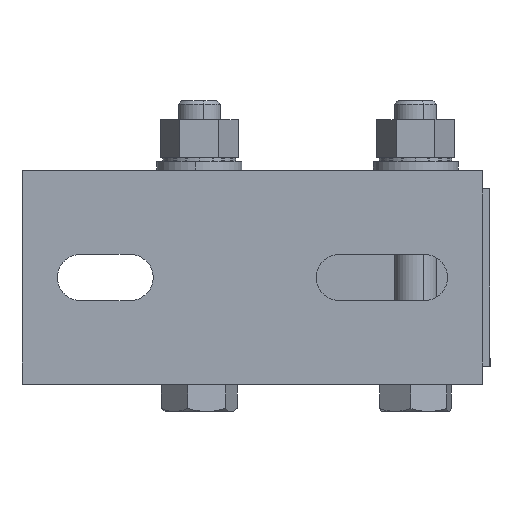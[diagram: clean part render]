
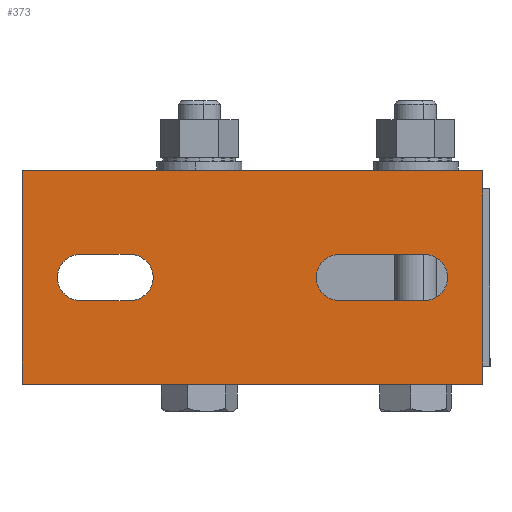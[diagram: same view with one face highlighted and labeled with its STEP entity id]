
A CAD part, left-side view. The second image highlights one B-rep face of the part: STEP entity #373.
In plain terms, the highlighted face is planar.
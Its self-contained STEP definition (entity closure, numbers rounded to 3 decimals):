
#121 = ORIENTED_EDGE ( 'NONE', *, *, #1519, .F. ) ;
#144 = DIRECTION ( 'NONE',  ( -1., 0., 0. ) ) ;
#194 = EDGE_CURVE ( 'NONE', #6801, #605, #1731, .T. ) ;
#198 = CARTESIAN_POINT ( 'NONE',  ( 23.25, 130., -4. ) ) ;
#239 = VECTOR ( 'NONE', #4854, 1000. ) ;
#332 = CARTESIAN_POINT ( 'NONE',  ( 30., 0., -4. ) ) ;
#373 = ADVANCED_FACE ( 'NONE', ( #8256, #6796, #3575 ), #7510, .T. ) ;
#390 = DIRECTION ( 'NONE',  ( 1., 0., 0. ) ) ;
#438 = VERTEX_POINT ( 'NONE', #4149 ) ;
#469 = CARTESIAN_POINT ( 'NONE',  ( 23.25, 130., -4. ) ) ;
#509 = CIRCLE ( 'NONE', #5922, 6.5 ) ;
#547 = ORIENTED_EDGE ( 'NONE', *, *, #5740, .T. ) ;
#605 = VERTEX_POINT ( 'NONE', #1514 ) ;
#715 = CARTESIAN_POINT ( 'NONE',  ( 6.5, 16.5, -4. ) ) ;
#718 = VERTEX_POINT ( 'NONE', #1181 ) ;
#732 = LINE ( 'NONE', #2139, #239 ) ;
#772 = AXIS2_PLACEMENT_3D ( 'NONE', #5876, #5133, #6511 ) ;
#776 = VECTOR ( 'NONE', #6438, 1000. ) ;
#777 = LINE ( 'NONE', #1322, #2368 ) ;
#816 = DIRECTION ( 'NONE',  ( 0., -1., 0. ) ) ;
#948 = EDGE_CURVE ( 'NONE', #1023, #4852, #2428, .T. ) ;
#999 = CARTESIAN_POINT ( 'NONE',  ( -41.713, 130., -4. ) ) ;
#1023 = VERTEX_POINT ( 'NONE', #1076 ) ;
#1076 = CARTESIAN_POINT ( 'NONE',  ( -6.5, 113.5, -4. ) ) ;
#1181 = CARTESIAN_POINT ( 'NONE',  ( -6.5, 30.5, -4. ) ) ;
#1198 = VERTEX_POINT ( 'NONE', #2691 ) ;
#1225 = ORIENTED_EDGE ( 'NONE', *, *, #1296, .F. ) ;
#1296 = EDGE_CURVE ( 'NONE', #2859, #6934, #2423, .T. ) ;
#1313 = VECTOR ( 'NONE', #7739, 1000. ) ;
#1322 = CARTESIAN_POINT ( 'NONE',  ( -30.25, 77., -4. ) ) ;
#1337 = DIRECTION ( 'NONE',  ( 0., 0., -1. ) ) ;
#1377 = LINE ( 'NONE', #8199, #2765 ) ;
#1419 = CARTESIAN_POINT ( 'NONE',  ( 6.5, 30.5, -4. ) ) ;
#1500 = CARTESIAN_POINT ( 'NONE',  ( 30.25, 77., -4. ) ) ;
#1514 = CARTESIAN_POINT ( 'NONE',  ( 23.25, 0., -4. ) ) ;
#1519 = EDGE_CURVE ( 'NONE', #605, #1900, #1377, .T. ) ;
#1560 = CIRCLE ( 'NONE', #2130, 6.5 ) ;
#1568 = DIRECTION ( 'NONE',  ( -1., 0., 0. ) ) ;
#1639 = ORIENTED_EDGE ( 'NONE', *, *, #6626, .T. ) ;
#1714 = ORIENTED_EDGE ( 'NONE', *, *, #2880, .F. ) ;
#1731 = LINE ( 'NONE', #332, #5439 ) ;
#1764 = CARTESIAN_POINT ( 'NONE',  ( -30.25, 130., -4. ) ) ;
#1900 = VERTEX_POINT ( 'NONE', #3639 ) ;
#1916 = VERTEX_POINT ( 'NONE', #7793 ) ;
#1962 = EDGE_CURVE ( 'NONE', #3145, #1900, #6944, .T. ) ;
#2032 = DIRECTION ( 'NONE',  ( 1., 0., 0. ) ) ;
#2113 = VERTEX_POINT ( 'NONE', #715 ) ;
#2130 = AXIS2_PLACEMENT_3D ( 'NONE', #7562, #4700, #2032 ) ;
#2139 = CARTESIAN_POINT ( 'NONE',  ( 6.5, 113.5, -4. ) ) ;
#2178 = EDGE_CURVE ( 'NONE', #718, #438, #3989, .T. ) ;
#2210 = VECTOR ( 'NONE', #6708, 1000. ) ;
#2246 = DIRECTION ( 'NONE',  ( 0., 0., 1. ) ) ;
#2258 = CARTESIAN_POINT ( 'NONE',  ( -23.25, 0., -4. ) ) ;
#2342 = LINE ( 'NONE', #3716, #776 ) ;
#2368 = VECTOR ( 'NONE', #6773, 1000. ) ;
#2370 = VECTOR ( 'NONE', #390, 1000. ) ;
#2422 = CARTESIAN_POINT ( 'NONE',  ( 0., 113.5, -4. ) ) ;
#2423 = LINE ( 'NONE', #6427, #4892 ) ;
#2428 = LINE ( 'NONE', #7777, #1313 ) ;
#2691 = CARTESIAN_POINT ( 'NONE',  ( 6.5, 89.5, -4. ) ) ;
#2721 = DIRECTION ( 'NONE',  ( 0., 0., 1. ) ) ;
#2765 = VECTOR ( 'NONE', #4860, 1000. ) ;
#2859 = VERTEX_POINT ( 'NONE', #7531 ) ;
#2880 = EDGE_CURVE ( 'NONE', #3313, #2859, #5600, .T. ) ;
#3145 = VERTEX_POINT ( 'NONE', #6035 ) ;
#3253 = ORIENTED_EDGE ( 'NONE', *, *, #7953, .T. ) ;
#3273 = EDGE_CURVE ( 'NONE', #2113, #3731, #2342, .T. ) ;
#3311 = DIRECTION ( 'NONE',  ( 1., 0., 0. ) ) ;
#3313 = VERTEX_POINT ( 'NONE', #198 ) ;
#3575 = FACE_BOUND ( 'NONE', #4167, .T. ) ;
#3590 = VERTEX_POINT ( 'NONE', #6337 ) ;
#3639 = CARTESIAN_POINT ( 'NONE',  ( 30.25, 0., -4. ) ) ;
#3716 = CARTESIAN_POINT ( 'NONE',  ( 6.5, 30.5, -4. ) ) ;
#3729 = DIRECTION ( 'NONE',  ( -1., 0., 0. ) ) ;
#3731 = VERTEX_POINT ( 'NONE', #1419 ) ;
#3989 = LINE ( 'NONE', #8776, #2210 ) ;
#4149 = CARTESIAN_POINT ( 'NONE',  ( -6.5, 16.5, -4. ) ) ;
#4167 = EDGE_LOOP ( 'NONE', ( #6712, #4778, #1639, #4231 ) ) ;
#4231 = ORIENTED_EDGE ( 'NONE', *, *, #3273, .T. ) ;
#4262 = ORIENTED_EDGE ( 'NONE', *, *, #8102, .T. ) ;
#4309 = LINE ( 'NONE', #469, #2370 ) ;
#4598 = ORIENTED_EDGE ( 'NONE', *, *, #1962, .T. ) ;
#4700 = DIRECTION ( 'NONE',  ( 0., 0., 1. ) ) ;
#4737 = CARTESIAN_POINT ( 'NONE',  ( -101., 77., -4. ) ) ;
#4778 = ORIENTED_EDGE ( 'NONE', *, *, #2178, .T. ) ;
#4852 = VERTEX_POINT ( 'NONE', #6228 ) ;
#4854 = DIRECTION ( 'NONE',  ( 0., 1., 0. ) ) ;
#4860 = DIRECTION ( 'NONE',  ( 1., 0., 0. ) ) ;
#4892 = VECTOR ( 'NONE', #1568, 1000. ) ;
#4905 = EDGE_CURVE ( 'NONE', #6934, #1916, #777, .T. ) ;
#4910 = VECTOR ( 'NONE', #816, 1000. ) ;
#5072 = CIRCLE ( 'NONE', #772, 6.5 ) ;
#5113 = CARTESIAN_POINT ( 'NONE',  ( -23.25, 0., -4. ) ) ;
#5133 = DIRECTION ( 'NONE',  ( 0., 0., 1. ) ) ;
#5434 = DIRECTION ( 'NONE',  ( 1., 0., 0. ) ) ;
#5439 = VECTOR ( 'NONE', #3311, 1000. ) ;
#5600 = LINE ( 'NONE', #999, #6051 ) ;
#5626 = ORIENTED_EDGE ( 'NONE', *, *, #6566, .T. ) ;
#5702 = ORIENTED_EDGE ( 'NONE', *, *, #194, .F. ) ;
#5740 = EDGE_CURVE ( 'NONE', #3590, #1023, #5935, .T. ) ;
#5876 = CARTESIAN_POINT ( 'NONE',  ( 0., 30.5, -4. ) ) ;
#5902 = DIRECTION ( 'NONE',  ( -1., 0., 0. ) ) ;
#5922 = AXIS2_PLACEMENT_3D ( 'NONE', #6075, #2721, #5434 ) ;
#5935 = CIRCLE ( 'NONE', #7088, 6.5 ) ;
#5990 = LINE ( 'NONE', #5113, #6104 ) ;
#6035 = CARTESIAN_POINT ( 'NONE',  ( 30.25, 130., -4. ) ) ;
#6051 = VECTOR ( 'NONE', #3729, 1000. ) ;
#6075 = CARTESIAN_POINT ( 'NONE',  ( 0., 89.5, -4. ) ) ;
#6104 = VECTOR ( 'NONE', #5902, 1000. ) ;
#6228 = CARTESIAN_POINT ( 'NONE',  ( -6.5, 89.5, -4. ) ) ;
#6337 = CARTESIAN_POINT ( 'NONE',  ( 6.5, 113.5, -4. ) ) ;
#6427 = CARTESIAN_POINT ( 'NONE',  ( -101., 130., -4. ) ) ;
#6438 = DIRECTION ( 'NONE',  ( 0., 1., 0. ) ) ;
#6511 = DIRECTION ( 'NONE',  ( 1., 0., 0. ) ) ;
#6566 = EDGE_CURVE ( 'NONE', #6801, #1916, #5990, .T. ) ;
#6621 = ORIENTED_EDGE ( 'NONE', *, *, #4905, .F. ) ;
#6626 = EDGE_CURVE ( 'NONE', #438, #2113, #1560, .T. ) ;
#6660 = EDGE_LOOP ( 'NONE', ( #1714, #4262, #4598, #121, #5702, #5626, #6621, #1225 ) ) ;
#6708 = DIRECTION ( 'NONE',  ( 0., -1., 0. ) ) ;
#6711 = ORIENTED_EDGE ( 'NONE', *, *, #8011, .T. ) ;
#6712 = ORIENTED_EDGE ( 'NONE', *, *, #7829, .T. ) ;
#6773 = DIRECTION ( 'NONE',  ( 0., -1., 0. ) ) ;
#6796 = FACE_BOUND ( 'NONE', #8501, .T. ) ;
#6801 = VERTEX_POINT ( 'NONE', #2258 ) ;
#6934 = VERTEX_POINT ( 'NONE', #1764 ) ;
#6944 = LINE ( 'NONE', #1500, #4910 ) ;
#7088 = AXIS2_PLACEMENT_3D ( 'NONE', #2422, #2246, #7853 ) ;
#7434 = AXIS2_PLACEMENT_3D ( 'NONE', #4737, #1337, #144 ) ;
#7510 = PLANE ( 'NONE',  #7434 ) ;
#7531 = CARTESIAN_POINT ( 'NONE',  ( -23.25, 130., -4. ) ) ;
#7562 = CARTESIAN_POINT ( 'NONE',  ( 0., 16.5, -4. ) ) ;
#7739 = DIRECTION ( 'NONE',  ( 0., -1., 0. ) ) ;
#7777 = CARTESIAN_POINT ( 'NONE',  ( -6.5, 113.5, -4. ) ) ;
#7786 = ORIENTED_EDGE ( 'NONE', *, *, #948, .T. ) ;
#7793 = CARTESIAN_POINT ( 'NONE',  ( -30.25, 0., -4. ) ) ;
#7829 = EDGE_CURVE ( 'NONE', #3731, #718, #5072, .T. ) ;
#7853 = DIRECTION ( 'NONE',  ( 1., 0., 0. ) ) ;
#7953 = EDGE_CURVE ( 'NONE', #1198, #3590, #732, .T. ) ;
#8011 = EDGE_CURVE ( 'NONE', #4852, #1198, #509, .T. ) ;
#8102 = EDGE_CURVE ( 'NONE', #3313, #3145, #4309, .T. ) ;
#8199 = CARTESIAN_POINT ( 'NONE',  ( -101., 0., -4. ) ) ;
#8256 = FACE_OUTER_BOUND ( 'NONE', #6660, .T. ) ;
#8501 = EDGE_LOOP ( 'NONE', ( #547, #7786, #6711, #3253 ) ) ;
#8776 = CARTESIAN_POINT ( 'NONE',  ( -6.5, 30.5, -4. ) ) ;
